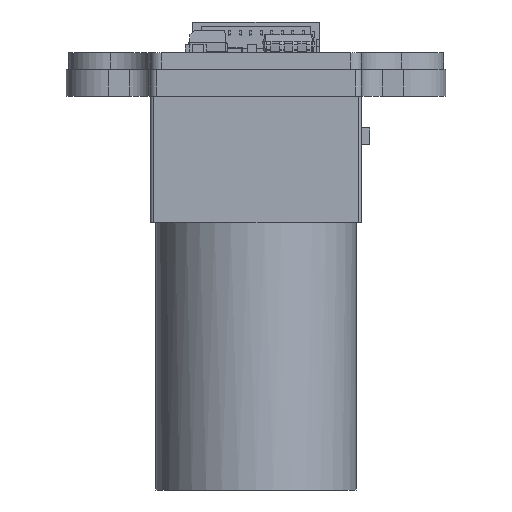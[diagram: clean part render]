
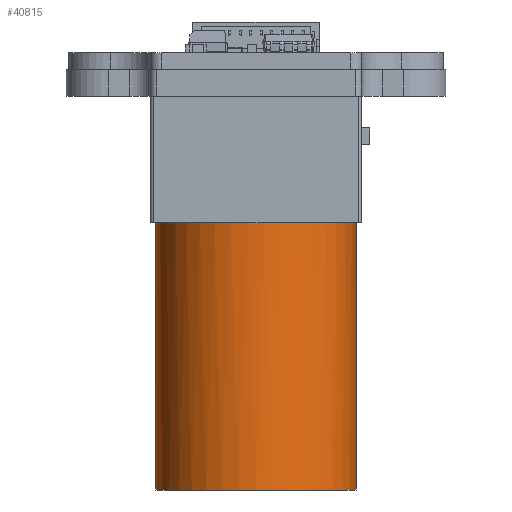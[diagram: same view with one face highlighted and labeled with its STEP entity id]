
A CAD part, left-side view. The second image highlights one B-rep face of the part: STEP entity #40815.
In plain terms, the highlighted cylindrical face has radius 9.5 mm (diameter 19 mm), a full revolution.
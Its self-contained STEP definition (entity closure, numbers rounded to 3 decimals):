
#35645 = VERTEX_POINT('',#35646);
#35646 = CARTESIAN_POINT('',(-6.232,5.966,-16.15));
#35653 = EDGE_CURVE('',#35654,#35645,#35656,.T.);
#35654 = VERTEX_POINT('',#35655);
#35655 = CARTESIAN_POINT('',(-6.232,-5.966,-16.15));
#35656 = CIRCLE('',#35657,9.5);
#35657 = AXIS2_PLACEMENT_3D('',#35658,#35659,#35660);
#35658 = CARTESIAN_POINT('',(-13.625,0.,-16.15));
#35659 = DIRECTION('',(0.,0.,-1.));
#35660 = DIRECTION('',(1.,0.,0.));
#40770 = EDGE_CURVE('',#35645,#40771,#40773,.T.);
#40771 = VERTEX_POINT('',#40772);
#40772 = CARTESIAN_POINT('',(-6.232,5.966,-38.25));
#40773 = LINE('',#40774,#40775);
#40774 = CARTESIAN_POINT('',(-6.232,5.966,-16.15));
#40775 = VECTOR('',#40776,1.);
#40776 = DIRECTION('',(0.,0.,-1.));
#40796 = VERTEX_POINT('',#40797);
#40797 = CARTESIAN_POINT('',(-6.232,-5.966,-38.25));
#40804 = EDGE_CURVE('',#35654,#40796,#40805,.T.);
#40805 = LINE('',#40806,#40807);
#40806 = CARTESIAN_POINT('',(-6.232,-5.966,-16.15));
#40807 = VECTOR('',#40808,1.);
#40808 = DIRECTION('',(0.,0.,-1.));
#40815 = ADVANCED_FACE('',(#40816),#40871,.T.);
#40816 = FACE_BOUND('',#40817,.T.);
#40817 = EDGE_LOOP('',(#40818,#40819,#40820,#40829,#40838,#40846,#40853,
    #40854,#40863,#40870));
#40818 = ORIENTED_EDGE('',*,*,#35653,.T.);
#40819 = ORIENTED_EDGE('',*,*,#40770,.T.);
#40820 = ORIENTED_EDGE('',*,*,#40821,.F.);
#40821 = EDGE_CURVE('',#40822,#40771,#40824,.T.);
#40822 = VERTEX_POINT('',#40823);
#40823 = CARTESIAN_POINT('',(-5.456,4.85,-38.25));
#40824 = CIRCLE('',#40825,9.5);
#40825 = AXIS2_PLACEMENT_3D('',#40826,#40827,#40828);
#40826 = CARTESIAN_POINT('',(-13.625,0.,-38.25));
#40827 = DIRECTION('',(0.,-0.,1.));
#40828 = DIRECTION('',(0.,-1.,-0.));
#40829 = ORIENTED_EDGE('',*,*,#40830,.T.);
#40830 = EDGE_CURVE('',#40822,#40831,#40833,.T.);
#40831 = VERTEX_POINT('',#40832);
#40832 = CARTESIAN_POINT('',(-4.125,0.,-38.25));
#40833 = CIRCLE('',#40834,9.5);
#40834 = AXIS2_PLACEMENT_3D('',#40835,#40836,#40837);
#40835 = CARTESIAN_POINT('',(-13.625,0.,-38.25));
#40836 = DIRECTION('',(0.,0.,-1.));
#40837 = DIRECTION('',(1.,0.,0.));
#40838 = ORIENTED_EDGE('',*,*,#40839,.T.);
#40839 = EDGE_CURVE('',#40831,#40840,#40842,.T.);
#40840 = VERTEX_POINT('',#40841);
#40841 = CARTESIAN_POINT('',(-4.125,0.,-41.5));
#40842 = LINE('',#40843,#40844);
#40843 = CARTESIAN_POINT('',(-4.125,0.,-16.15));
#40844 = VECTOR('',#40845,1.);
#40845 = DIRECTION('',(0.,0.,-1.));
#40846 = ORIENTED_EDGE('',*,*,#40847,.F.);
#40847 = EDGE_CURVE('',#40840,#40840,#40848,.T.);
#40848 = CIRCLE('',#40849,9.5);
#40849 = AXIS2_PLACEMENT_3D('',#40850,#40851,#40852);
#40850 = CARTESIAN_POINT('',(-13.625,0.,-41.5));
#40851 = DIRECTION('',(0.,0.,-1.));
#40852 = DIRECTION('',(1.,0.,0.));
#40853 = ORIENTED_EDGE('',*,*,#40839,.F.);
#40854 = ORIENTED_EDGE('',*,*,#40855,.T.);
#40855 = EDGE_CURVE('',#40831,#40856,#40858,.T.);
#40856 = VERTEX_POINT('',#40857);
#40857 = CARTESIAN_POINT('',(-5.456,-4.85,-38.25));
#40858 = CIRCLE('',#40859,9.5);
#40859 = AXIS2_PLACEMENT_3D('',#40860,#40861,#40862);
#40860 = CARTESIAN_POINT('',(-13.625,0.,-38.25));
#40861 = DIRECTION('',(0.,0.,-1.));
#40862 = DIRECTION('',(1.,0.,0.));
#40863 = ORIENTED_EDGE('',*,*,#40864,.T.);
#40864 = EDGE_CURVE('',#40856,#40796,#40865,.T.);
#40865 = CIRCLE('',#40866,9.5);
#40866 = AXIS2_PLACEMENT_3D('',#40867,#40868,#40869);
#40867 = CARTESIAN_POINT('',(-13.625,0.,-38.25));
#40868 = DIRECTION('',(0.,0.,-1.));
#40869 = DIRECTION('',(0.,-1.,-0.));
#40870 = ORIENTED_EDGE('',*,*,#40804,.F.);
#40871 = CYLINDRICAL_SURFACE('',#40872,9.5);
#40872 = AXIS2_PLACEMENT_3D('',#40873,#40874,#40875);
#40873 = CARTESIAN_POINT('',(-13.625,0.,-16.15));
#40874 = DIRECTION('',(0.,0.,-1.));
#40875 = DIRECTION('',(1.,0.,0.));
